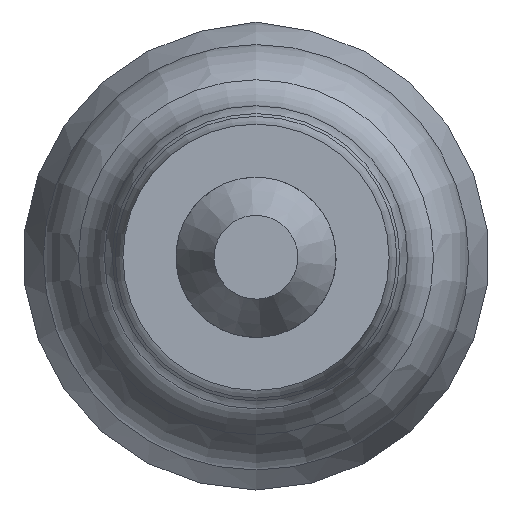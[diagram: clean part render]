
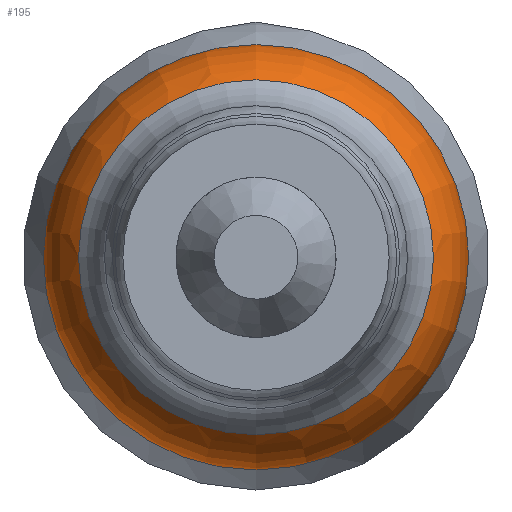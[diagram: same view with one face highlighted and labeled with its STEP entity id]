
A CAD part, left-side view. The second image highlights one B-rep face of the part: STEP entity #195.
In plain terms, the highlighted toroidal (fillet/blend) face has major radius 0.356 mm and minor radius 0.483 mm.
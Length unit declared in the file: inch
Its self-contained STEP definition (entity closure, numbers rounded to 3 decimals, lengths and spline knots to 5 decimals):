
#12 = FACE_OUTER_BOUND ( 'NONE', #37, .T. ) ;
#16 = AXIS2_PLACEMENT_3D ( 'NONE', #263, #441, #175 ) ;
#37 = EDGE_LOOP ( 'NONE', ( #432 ) ) ;
#115 = DIRECTION ( 'NONE',  ( 0., 0., 1. ) ) ;
#122 = ORIENTED_EDGE ( 'NONE', *, *, #587, .T. ) ;
#124 = CARTESIAN_POINT ( 'NONE',  ( 0.11517, 0., 0. ) ) ;
#140 = VERTEX_POINT ( 'NONE', #357 ) ;
#175 = DIRECTION ( 'NONE',  ( 0., 0., 1. ) ) ;
#195 = ADVANCED_FACE ( 'NONE', ( #12, #490 ), #206, .T. ) ;
#206 = TOROIDAL_SURFACE ( 'NONE', #576, 0.014, 0.019 ) ;
#209 = CARTESIAN_POINT ( 'NONE',  ( 0.11517, 0., 0.033 ) ) ;
#261 = VERTEX_POINT ( 'NONE', #209 ) ;
#263 = CARTESIAN_POINT ( 'NONE',  ( 0.10183, 0., 0. ) ) ;
#276 = DIRECTION ( 'NONE',  ( -1., 0., 0. ) ) ;
#319 = EDGE_CURVE ( 'NONE', #140, #140, #569, .T. ) ;
#357 = CARTESIAN_POINT ( 'NONE',  ( 0.10183, 0., 0.02753 ) ) ;
#371 = DIRECTION ( 'NONE',  ( -1., 0., 0. ) ) ;
#384 = EDGE_LOOP ( 'NONE', ( #122 ) ) ;
#385 = CIRCLE ( 'NONE', #496, 0.033 ) ;
#432 = ORIENTED_EDGE ( 'NONE', *, *, #319, .F. ) ;
#441 = DIRECTION ( 'NONE',  ( -1., 0., 0. ) ) ;
#486 = DIRECTION ( 'NONE',  ( 0., 0., 1. ) ) ;
#490 = FACE_OUTER_BOUND ( 'NONE', #384, .T. ) ;
#496 = AXIS2_PLACEMENT_3D ( 'NONE', #124, #276, #486 ) ;
#569 = CIRCLE ( 'NONE', #16, 0.02753 ) ;
#576 = AXIS2_PLACEMENT_3D ( 'NONE', #597, #371, #115 ) ;
#587 = EDGE_CURVE ( 'NONE', #261, #261, #385, .T. ) ;
#597 = CARTESIAN_POINT ( 'NONE',  ( 0.11517, 0., 0. ) ) ;
